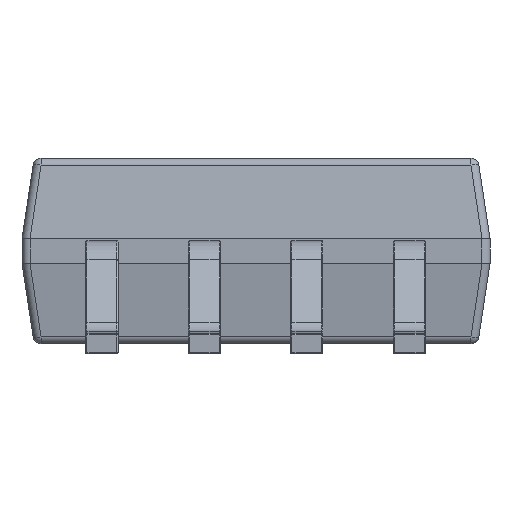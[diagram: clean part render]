
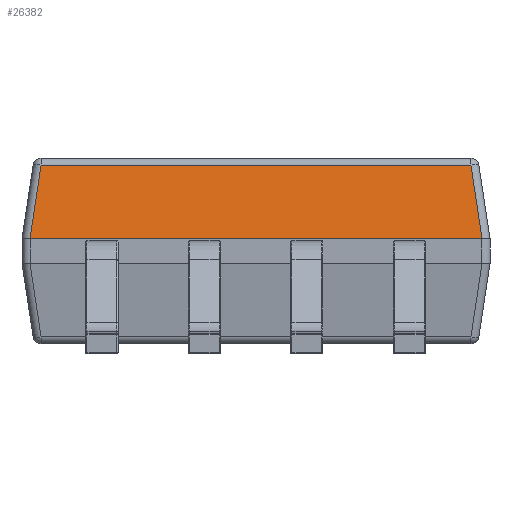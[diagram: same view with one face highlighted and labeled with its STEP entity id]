
A CAD part, front view. The second image highlights one B-rep face of the part: STEP entity #26382.
In plain terms, the highlighted planar face has unit normal (0, -0.989, 0.148).
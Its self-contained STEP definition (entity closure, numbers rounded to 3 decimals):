
#137 = CARTESIAN_POINT ( 'NONE',  ( -2.9, -3.75, 1.4 ) ) ;
#548 = CARTESIAN_POINT ( 'NONE',  ( 2.664, -3.613, 2.315 ) ) ;
#654 = DIRECTION ( 'NONE',  ( -1., 0., 0. ) ) ;
#810 = ORIENTED_EDGE ( 'NONE', *, *, #9480, .T. ) ;
#1823 = VERTEX_POINT ( 'NONE', #27794 ) ;
#2670 = ORIENTED_EDGE ( 'NONE', *, *, #6748, .F. ) ;
#2701 = VERTEX_POINT ( 'NONE', #19779 ) ;
#3201 = CARTESIAN_POINT ( 'NONE',  ( 2.801, -3.75, 1.4 ) ) ;
#4056 = VERTEX_POINT ( 'NONE', #548 ) ;
#4307 = CARTESIAN_POINT ( 'NONE',  ( -2.801, -3.75, 1.4 ) ) ;
#4963 = ORIENTED_EDGE ( 'NONE', *, *, #21528, .T. ) ;
#6414 =( BOUNDED_CURVE ( )  B_SPLINE_CURVE ( 3, ( #22791, #25722, #38113, #22980 ),
 .UNSPECIFIED., .F., .F. ) 
 B_SPLINE_CURVE_WITH_KNOTS ( ( 4, 4 ),
 ( 6.272, 6.283 ),
 .UNSPECIFIED. ) 
 CURVE ( )  GEOMETRIC_REPRESENTATION_ITEM ( )  RATIONAL_B_SPLINE_CURVE ( ( 1., 1., 1., 1. ) ) 
 REPRESENTATION_ITEM ( '' )  );
#6748 = EDGE_CURVE ( 'NONE', #33032, #2701, #23352, .T. ) ;
#7509 = EDGE_CURVE ( 'NONE', #25063, #2701, #6414, .T. ) ;
#9009 = ORIENTED_EDGE ( 'NONE', *, *, #30431, .T. ) ;
#9480 = EDGE_CURVE ( 'NONE', #1823, #25063, #24553, .T. ) ;
#9564 = DIRECTION ( 'NONE',  ( 0., -0.989, 0.148 ) ) ;
#11553 = DIRECTION ( 'NONE',  ( -0.147, 0.147, 0.978 ) ) ;
#11606 = DIRECTION ( 'NONE',  ( -1., 0., 0. ) ) ;
#12126 = LINE ( 'NONE', #24059, #26372 ) ;
#13943 =( BOUNDED_CURVE ( )  B_SPLINE_CURVE ( 3, ( #30389, #26847, #33724, #28428 ),
 .UNSPECIFIED., .F., .F. ) 
 B_SPLINE_CURVE_WITH_KNOTS ( ( 4, 4 ),
 ( 0., 0.011 ),
 .UNSPECIFIED. ) 
 CURVE ( )  GEOMETRIC_REPRESENTATION_ITEM ( )  RATIONAL_B_SPLINE_CURVE ( ( 1., 1., 1., 1. ) ) 
 REPRESENTATION_ITEM ( '' )  );
#15816 = VECTOR ( 'NONE', #11606, 1000. ) ;
#15952 = EDGE_LOOP ( 'NONE', ( #2670, #9009, #22623, #4963, #810, #26445 ) ) ;
#16659 = LINE ( 'NONE', #36863, #30844 ) ;
#18389 = PLANE ( 'NONE',  #34524 ) ;
#18761 = FACE_OUTER_BOUND ( 'NONE', #15952, .T. ) ;
#19074 = DIRECTION ( 'NONE',  ( -0.147, -0.147, -0.978 ) ) ;
#19779 = CARTESIAN_POINT ( 'NONE',  ( -2.8, -3.75, 1.4 ) ) ;
#21528 = EDGE_CURVE ( 'NONE', #4056, #1823, #16659, .T. ) ;
#21899 = DIRECTION ( 'NONE',  ( -1., 0., 0. ) ) ;
#22623 = ORIENTED_EDGE ( 'NONE', *, *, #35220, .T. ) ;
#22791 = CARTESIAN_POINT ( 'NONE',  ( -2.801, -3.75, 1.4 ) ) ;
#22980 = CARTESIAN_POINT ( 'NONE',  ( -2.8, -3.75, 1.4 ) ) ;
#23352 = LINE ( 'NONE', #137, #15816 ) ;
#24059 = CARTESIAN_POINT ( 'NONE',  ( 2.594, -3.543, 2.781 ) ) ;
#24257 = CARTESIAN_POINT ( 'NONE',  ( 0., -3.6, 2.4 ) ) ;
#24553 = LINE ( 'NONE', #28123, #34339 ) ;
#25063 = VERTEX_POINT ( 'NONE', #4307 ) ;
#25722 = CARTESIAN_POINT ( 'NONE',  ( -2.801, -3.75, 1.4 ) ) ;
#26372 = VECTOR ( 'NONE', #11553, 1000. ) ;
#26382 = ADVANCED_FACE ( 'NONE', ( #18761 ), #18389, .T. ) ;
#26445 = ORIENTED_EDGE ( 'NONE', *, *, #7509, .T. ) ;
#26847 = CARTESIAN_POINT ( 'NONE',  ( 2.8, -3.75, 1.4 ) ) ;
#27794 = CARTESIAN_POINT ( 'NONE',  ( -2.664, -3.613, 2.315 ) ) ;
#28123 = CARTESIAN_POINT ( 'NONE',  ( -2.594, -3.543, 2.781 ) ) ;
#28428 = CARTESIAN_POINT ( 'NONE',  ( 2.801, -3.75, 1.4 ) ) ;
#30389 = CARTESIAN_POINT ( 'NONE',  ( 2.8, -3.75, 1.4 ) ) ;
#30431 = EDGE_CURVE ( 'NONE', #33032, #35990, #13943, .T. ) ;
#30844 = VECTOR ( 'NONE', #21899, 1000. ) ;
#33032 = VERTEX_POINT ( 'NONE', #37301 ) ;
#33724 = CARTESIAN_POINT ( 'NONE',  ( 2.801, -3.75, 1.4 ) ) ;
#34339 = VECTOR ( 'NONE', #19074, 1000. ) ;
#34524 = AXIS2_PLACEMENT_3D ( 'NONE', #24257, #9564, #654 ) ;
#35220 = EDGE_CURVE ( 'NONE', #35990, #4056, #12126, .T. ) ;
#35990 = VERTEX_POINT ( 'NONE', #3201 ) ;
#36863 = CARTESIAN_POINT ( 'NONE',  ( 0., -3.613, 2.315 ) ) ;
#37301 = CARTESIAN_POINT ( 'NONE',  ( 2.8, -3.75, 1.4 ) ) ;
#38113 = CARTESIAN_POINT ( 'NONE',  ( -2.8, -3.75, 1.4 ) ) ;
